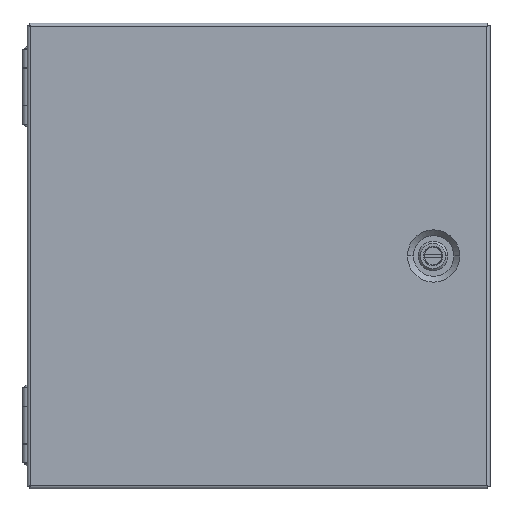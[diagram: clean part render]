
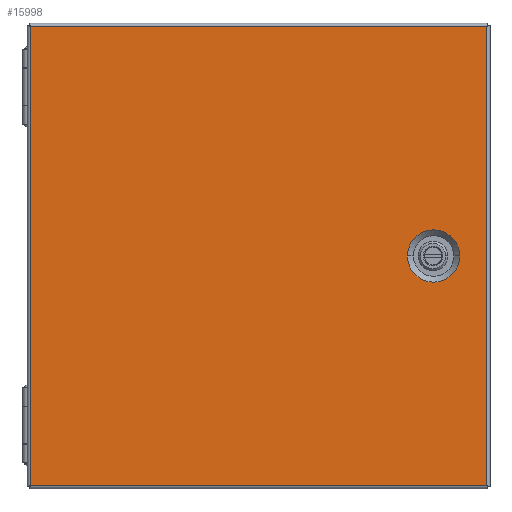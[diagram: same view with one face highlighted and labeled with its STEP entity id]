
A CAD part, top view. The second image highlights one B-rep face of the part: STEP entity #15998.
In plain terms, the highlighted planar face has unit normal (0, 0, 1).
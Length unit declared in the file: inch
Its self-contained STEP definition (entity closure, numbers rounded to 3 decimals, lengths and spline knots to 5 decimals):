
#252 = VECTOR ( 'NONE', #17880, 39.37008 ) ;
#1784 = DIRECTION ( 'NONE',  ( 1., 0., 0. ) ) ;
#2620 = EDGE_CURVE ( 'NONE', #5702, #3553, #8586, .T. ) ;
#2760 = EDGE_LOOP ( 'NONE', ( #14686, #7716 ) ) ;
#2886 = AXIS2_PLACEMENT_3D ( 'NONE', #9172, #20458, #1784 ) ;
#3553 = VERTEX_POINT ( 'NONE', #11358 ) ;
#3697 = VERTEX_POINT ( 'NONE', #18989 ) ;
#4218 = EDGE_CURVE ( 'NONE', #6034, #16764, #22244, .T. ) ;
#4252 = EDGE_CURVE ( 'NONE', #21474, #6034, #4663, .T. ) ;
#4663 = LINE ( 'NONE', #15131, #16216 ) ;
#4834 = ORIENTED_EDGE ( 'NONE', *, *, #4218, .T. ) ;
#5702 = VERTEX_POINT ( 'NONE', #11353 ) ;
#6034 = VERTEX_POINT ( 'NONE', #8490 ) ;
#6431 = VECTOR ( 'NONE', #22333, 39.37008 ) ;
#6627 = CARTESIAN_POINT ( 'NONE',  ( -6.0855, -6.104, 4.118 ) ) ;
#7716 = ORIENTED_EDGE ( 'NONE', *, *, #2620, .T. ) ;
#8490 = CARTESIAN_POINT ( 'NONE',  ( 6.0425, -6.104, 4.118 ) ) ;
#8586 = CIRCLE ( 'NONE', #10359, 0.69489 ) ;
#9172 = CARTESIAN_POINT ( 'NONE',  ( 6.0425, -6.104, 4.118 ) ) ;
#9339 = PLANE ( 'NONE',  #2886 ) ;
#9352 = LINE ( 'NONE', #14812, #11405 ) ;
#10126 = CARTESIAN_POINT ( 'NONE',  ( -6.0855, -6.104, 4.118 ) ) ;
#10359 = AXIS2_PLACEMENT_3D ( 'NONE', #13725, #13561, #22859 ) ;
#10694 = DIRECTION ( 'NONE',  ( 1., 0., 0. ) ) ;
#11117 = CIRCLE ( 'NONE', #13293, 0.69489 ) ;
#11229 = LINE ( 'NONE', #6627, #252 ) ;
#11353 = CARTESIAN_POINT ( 'NONE',  ( 3.93361, 0., 4.118 ) ) ;
#11358 = CARTESIAN_POINT ( 'NONE',  ( 5.32339, 0., 4.118 ) ) ;
#11405 = VECTOR ( 'NONE', #20536, 39.37008 ) ;
#12536 = EDGE_CURVE ( 'NONE', #3553, #5702, #11117, .T. ) ;
#13119 = FACE_OUTER_BOUND ( 'NONE', #16988, .T. ) ;
#13293 = AXIS2_PLACEMENT_3D ( 'NONE', #19902, #19830, #10694 ) ;
#13561 = DIRECTION ( 'NONE',  ( 0., 0., -1. ) ) ;
#13725 = CARTESIAN_POINT ( 'NONE',  ( 4.6285, 0., 4.118 ) ) ;
#14023 = CARTESIAN_POINT ( 'NONE',  ( 6.0425, 6.104, 4.118 ) ) ;
#14686 = ORIENTED_EDGE ( 'NONE', *, *, #12536, .T. ) ;
#14812 = CARTESIAN_POINT ( 'NONE',  ( 6.0425, 6.104, 4.118 ) ) ;
#15131 = CARTESIAN_POINT ( 'NONE',  ( 6.0425, -6.104, 4.118 ) ) ;
#15415 = FACE_BOUND ( 'NONE', #2760, .T. ) ;
#15998 = ADVANCED_FACE ( 'NONE', ( #15415, #13119 ), #9339, .T. ) ;
#16216 = VECTOR ( 'NONE', #20553, 39.37008 ) ;
#16764 = VERTEX_POINT ( 'NONE', #14023 ) ;
#16988 = EDGE_LOOP ( 'NONE', ( #17427, #20298, #20917, #4834 ) ) ;
#17427 = ORIENTED_EDGE ( 'NONE', *, *, #19134, .T. ) ;
#17880 = DIRECTION ( 'NONE',  ( 0., -1., 0. ) ) ;
#18989 = CARTESIAN_POINT ( 'NONE',  ( -6.0855, 6.104, 4.118 ) ) ;
#19134 = EDGE_CURVE ( 'NONE', #16764, #3697, #9352, .T. ) ;
#19830 = DIRECTION ( 'NONE',  ( 0., 0., -1. ) ) ;
#19902 = CARTESIAN_POINT ( 'NONE',  ( 4.6285, 0., 4.118 ) ) ;
#20298 = ORIENTED_EDGE ( 'NONE', *, *, #22693, .T. ) ;
#20458 = DIRECTION ( 'NONE',  ( 0., 0., 1. ) ) ;
#20481 = CARTESIAN_POINT ( 'NONE',  ( 6.0425, -6.104, 4.118 ) ) ;
#20536 = DIRECTION ( 'NONE',  ( -1., 0., 0. ) ) ;
#20553 = DIRECTION ( 'NONE',  ( 1., 0., 0. ) ) ;
#20917 = ORIENTED_EDGE ( 'NONE', *, *, #4252, .T. ) ;
#21474 = VERTEX_POINT ( 'NONE', #10126 ) ;
#22244 = LINE ( 'NONE', #20481, #6431 ) ;
#22333 = DIRECTION ( 'NONE',  ( 0., 1., 0. ) ) ;
#22693 = EDGE_CURVE ( 'NONE', #3697, #21474, #11229, .T. ) ;
#22859 = DIRECTION ( 'NONE',  ( 1., 0., 0. ) ) ;
